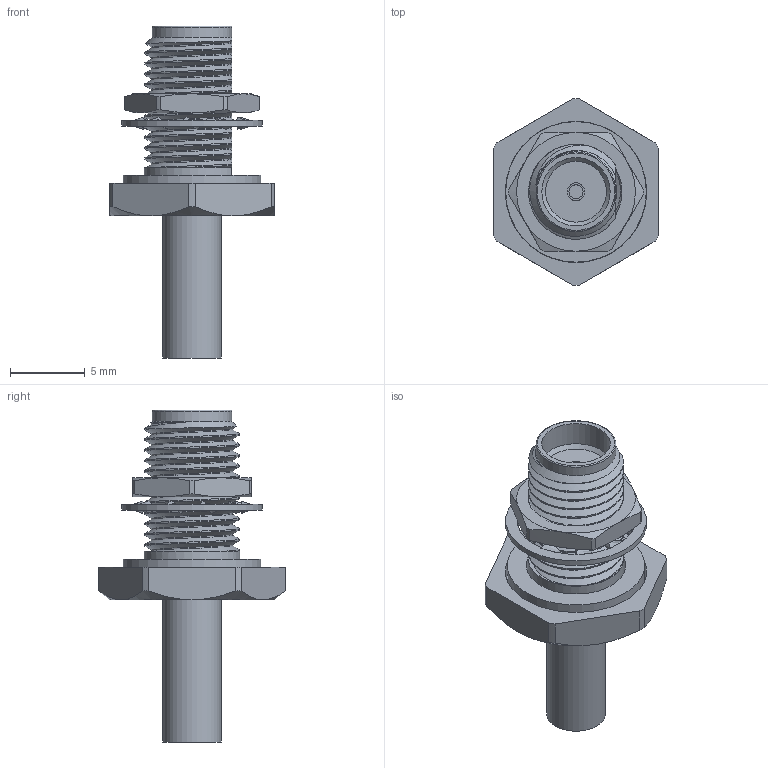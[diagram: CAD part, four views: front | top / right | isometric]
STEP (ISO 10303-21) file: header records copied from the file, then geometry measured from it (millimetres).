
FILE_DESCRIPTION (( 'STEP AP203' ), '1' );
FILE_NAME ('PE44643_3D.step', '2022-04-07T14:52:52', ( '' ), ( '' ), 'SwSTEP 2.0', 'SolidWorks 2021', '' );
FILE_SCHEMA (( 'CONFIG_CONTROL_DESIGN' ));
Products named in the file (1): PE44643_3D
Bounding box: 11 x 12.46 x 22.2 mm (x, y, z)
Volume: 581.5 mm3; surface area: 1357.5 mm2
Topology: 6 solids, 6 shells, 691 faces, 1692 edges, 1018 vertices
Faces by surface type: bspline 432, cylinder 130, plane 104, cone 23, torus 2
Full cylindrical faces by diameter (mm): 0.94 x1, 1.194 x2, 1.7 x1, 2.7 x1, 3.2 x1, 3.9 x1, 4.572 x1, 5.334 x1, 6.401 x1, 6.655 x1, 9.195 x1, 9.398 x1, 9.449 x1
Entity records: 55518 total; most frequent: CARTESIAN_POINT 44367, ORIENTED_EDGE 3336, EDGE_CURVE 1668, VERTEX_POINT 1012, DIRECTION 971, B_SPLINE_CURVE_WITH_KNOTS 807, EDGE_LOOP 724, FACE_OUTER_BOUND 707
